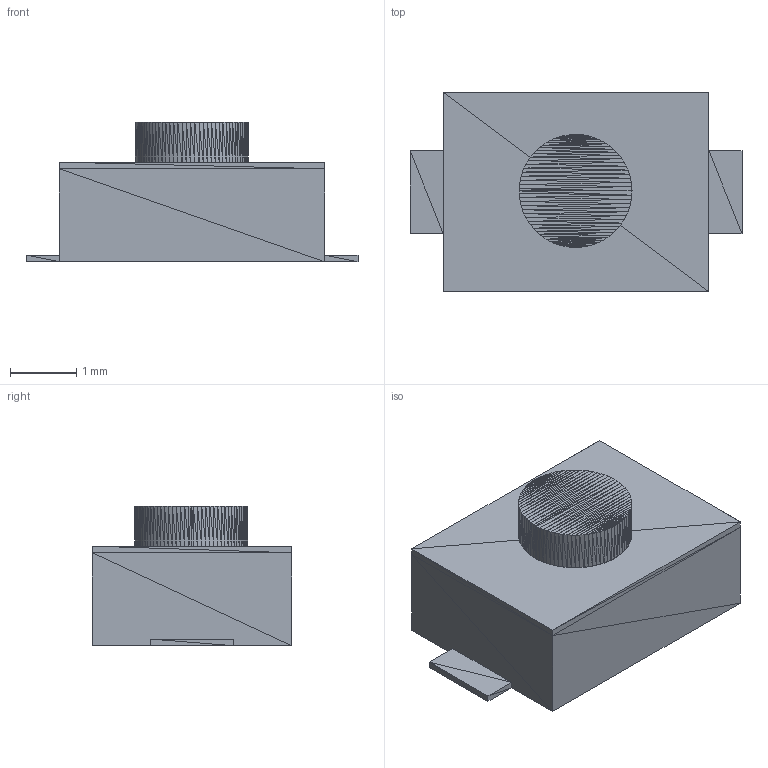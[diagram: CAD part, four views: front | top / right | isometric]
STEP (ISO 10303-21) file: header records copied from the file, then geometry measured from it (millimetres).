
FILE_DESCRIPTION(/* description */ (''),/* implementation_level */ '2;1');
FILE_NAME(/* name */ 'SMW_SW_5x3 v1.step',/* time_stamp */ '2020-06-01T14:14:41+08:00',/* author */ (''),/* organization */ (''),/* preprocessor_version */ 'ST-DEVELOPER v18.1',/* originating_system */ 'Autodesk Translation Framework v9.3.0.1241',/* authorisation */ '');
FILE_SCHEMA (('AUTOMOTIVE_DESIGN { 1 0 10303 214 3 1 1 }'));
Length unit declared in the file: millimetre
Products named in the file (1): SMW_SW_5x3
Bounding box: 5 x 3 x 2.1 mm (x, y, z)
Volume: 19.5 mm3; surface area: 79.9 mm2
Topology: 5 solids, 5 shells, 380 faces, 570 edges, 200 vertices
Faces by surface type: plane 380
Entity records: 7497 total; most frequent: DIRECTION 1332, CARTESIAN_POINT 1151, ORIENTED_EDGE 1140, LINE 570, VECTOR 570, EDGE_CURVE 570, AXIS2_PLACEMENT_3D 381, FACE_OUTER_BOUND 380
